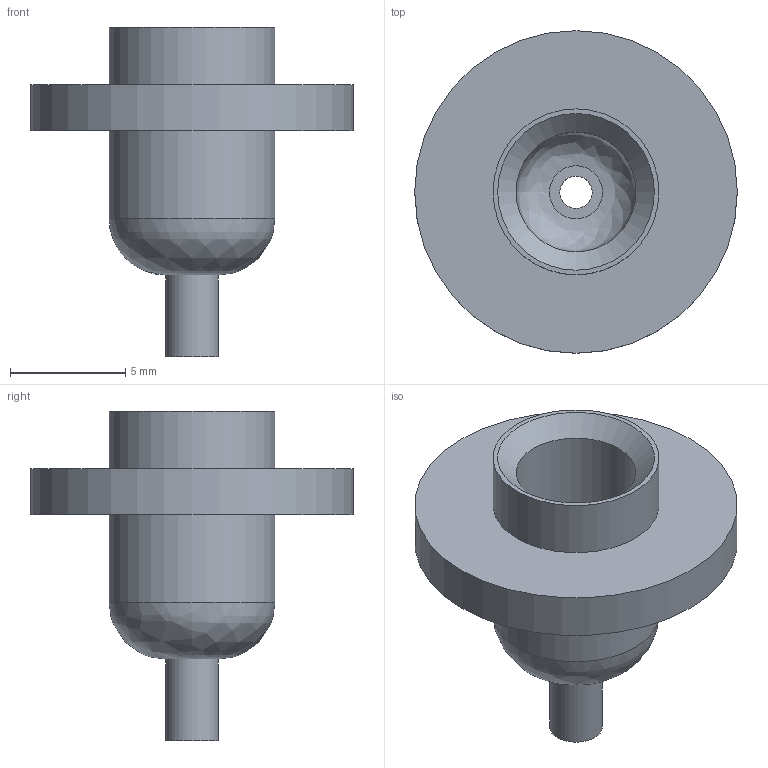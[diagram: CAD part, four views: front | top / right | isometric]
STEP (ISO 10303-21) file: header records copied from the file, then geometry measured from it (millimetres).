
FILE_DESCRIPTION(/* description */ (''),/* implementation_level */ '2;1');
FILE_NAME(/* name */ 'PNP Nozzle CP40 v18.step',/* time_stamp */ '2021-02-02T12:49:11+01:00',/* author */ (''),/* organization */ (''),/* preprocessor_version */ 'ST-DEVELOPER v18.1',/* originating_system */ 'Autodesk Translation Framework v9.7.1.1290',/* authorisation */ '');
FILE_SCHEMA (('AUTOMOTIVE_DESIGN { 1 0 10303 214 3 1 1 }'));
Length unit declared in the file: millimetre
Products named in the file (1): PNP Nozzle CP40
Bounding box: 14 x 14 x 14.3 mm (x, y, z)
Volume: 440.8 mm3; surface area: 751.3 mm2
Topology: 1 solids, 1 shells, 14 faces, 27 edges, 18 vertices
Faces by surface type: cylinder 6, plane 5, bspline 2, cone 1
Full cylindrical faces by diameter (mm): 1.4 x1, 2.3 x1, 5.2 x1, 7.2 x2, 14 x1
Entity records: 452 total; most frequent: CARTESIAN_POINT 112, DIRECTION 73, ORIENTED_EDGE 54, AXIS2_PLACEMENT_3D 33, EDGE_CURVE 27, CIRCLE 20, EDGE_LOOP 19, VERTEX_POINT 18
